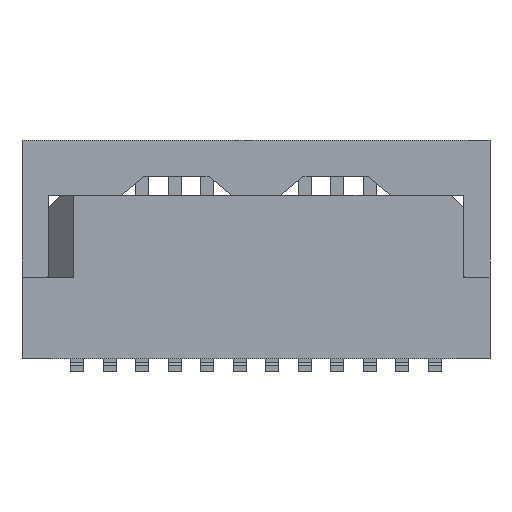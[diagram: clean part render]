
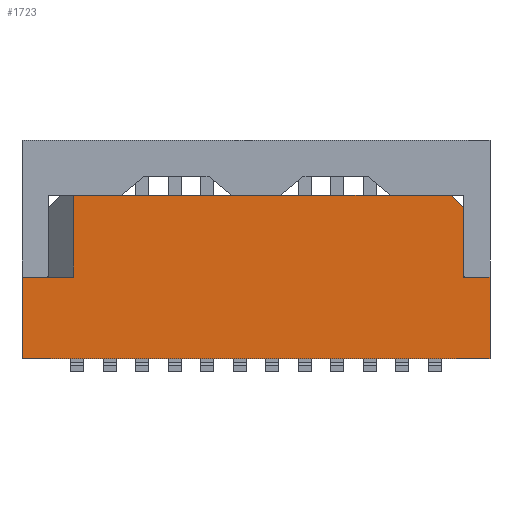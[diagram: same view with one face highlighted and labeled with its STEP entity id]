
A CAD part, front view. The second image highlights one B-rep face of the part: STEP entity #1723.
In plain terms, the highlighted planar face has unit normal (0, -1, 0).
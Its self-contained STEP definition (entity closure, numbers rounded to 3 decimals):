
#1723 = ADVANCED_FACE( '', ( #3323 ), #3324, .T. );
#3323 = FACE_OUTER_BOUND( '', #5044, .T. );
#3324 = PLANE( '', #5045 );
#5044 = EDGE_LOOP( '', ( #8807, #8808, #8809, #8810, #8811, #8812, #8813, #8814, #8815 ) );
#5045 = AXIS2_PLACEMENT_3D( '', #8816, #8817, #8818 );
#8807 = ORIENTED_EDGE( '', *, *, #12711, .F. );
#8808 = ORIENTED_EDGE( '', *, *, #12415, .T. );
#8809 = ORIENTED_EDGE( '', *, *, #11999, .T. );
#8810 = ORIENTED_EDGE( '', *, *, #11269, .T. );
#8811 = ORIENTED_EDGE( '', *, *, #12712, .T. );
#8812 = ORIENTED_EDGE( '', *, *, #12429, .T. );
#8813 = ORIENTED_EDGE( '', *, *, #11560, .T. );
#8814 = ORIENTED_EDGE( '', *, *, #12713, .T. );
#8815 = ORIENTED_EDGE( '', *, *, #11344, .F. );
#8816 = CARTESIAN_POINT( '', ( 0., -7.35, 0. ) );
#8817 = DIRECTION( '', ( 0., -1., 0. ) );
#8818 = DIRECTION( '', ( 0., 0., -1. ) );
#11269 = EDGE_CURVE( '', #13346, #13352, #13354, .T. );
#11344 = EDGE_CURVE( '', #13486, #13487, #13488, .T. );
#11560 = EDGE_CURVE( '', #13864, #13861, #13865, .T. );
#11999 = EDGE_CURVE( '', #14601, #13346, #14602, .T. );
#12415 = EDGE_CURVE( '', #15236, #14601, #15237, .F. );
#12429 = EDGE_CURVE( '', #15252, #13864, #15260, .T. );
#12711 = EDGE_CURVE( '', #15236, #13486, #15651, .T. );
#12712 = EDGE_CURVE( '', #13352, #15252, #15652, .T. );
#12713 = EDGE_CURVE( '', #13861, #13487, #15653, .T. );
#13346 = VERTEX_POINT( '', #16455 );
#13352 = VERTEX_POINT( '', #16464 );
#13354 = LINE( '', #16467, #16468 );
#13486 = VERTEX_POINT( '', #16781 );
#13487 = VERTEX_POINT( '', #16782 );
#13488 = LINE( '', #16783, #16784 );
#13861 = VERTEX_POINT( '', #17370 );
#13864 = VERTEX_POINT( '', #17374 );
#13865 = LINE( '', #17375, #17376 );
#14601 = VERTEX_POINT( '', #18506 );
#14602 = LINE( '', #18507, #18508 );
#15236 = VERTEX_POINT( '', #19516 );
#15237 = LINE( '', #19517, #19518 );
#15252 = VERTEX_POINT( '', #19538 );
#15260 = LINE( '', #19550, #19551 );
#15651 = LINE( '', #20228, #20229 );
#15652 = LINE( '', #20230, #20231 );
#15653 = LINE( '', #20232, #20233 );
#16455 = CARTESIAN_POINT( '', ( -7.125, -7.35, 6.4 ) );
#16464 = CARTESIAN_POINT( '', ( -7.125, -7.35, 3.2 ) );
#16467 = CARTESIAN_POINT( '', ( -7.125, -7.35, 0. ) );
#16468 = VECTOR( '', #21300, 1000. );
#16781 = CARTESIAN_POINT( '', ( 8.125, -7.35, 3.2 ) );
#16782 = CARTESIAN_POINT( '', ( 9.145, -7.35, 3.2 ) );
#16783 = CARTESIAN_POINT( '', ( 0., -7.35, 3.2 ) );
#16784 = VECTOR( '', #21354, 1000. );
#17370 = CARTESIAN_POINT( '', ( 9.145, -7.35, 0. ) );
#17374 = CARTESIAN_POINT( '', ( -9.145, -7.35, 0. ) );
#17375 = CARTESIAN_POINT( '', ( -9.145, -7.35, 0. ) );
#17376 = VECTOR( '', #21561, 1000. );
#18506 = CARTESIAN_POINT( '', ( 7.625, -7.35, 6.4 ) );
#18507 = CARTESIAN_POINT( '', ( 9.145, -7.35, 6.4 ) );
#18508 = VECTOR( '', #21967, 1000. );
#19516 = CARTESIAN_POINT( '', ( 8.125, -7.35, 5.9 ) );
#19517 = CARTESIAN_POINT( '', ( 7.013, -7.35, 7.013 ) );
#19518 = VECTOR( '', #22296, 1000. );
#19538 = CARTESIAN_POINT( '', ( -9.145, -7.35, 3.2 ) );
#19550 = CARTESIAN_POINT( '', ( -9.145, -7.35, 6.4 ) );
#19551 = VECTOR( '', #22312, 1000. );
#20228 = CARTESIAN_POINT( '', ( 8.125, -7.35, 0. ) );
#20229 = VECTOR( '', #22559, 1000. );
#20230 = CARTESIAN_POINT( '', ( 0., -7.35, 3.2 ) );
#20231 = VECTOR( '', #22560, 1000. );
#20232 = CARTESIAN_POINT( '', ( 9.145, -7.35, 0. ) );
#20233 = VECTOR( '', #22561, 1000. );
#21300 = DIRECTION( '', ( 0., 0., -1. ) );
#21354 = DIRECTION( '', ( 1., 0., 0. ) );
#21561 = DIRECTION( '', ( 1., 0., 0. ) );
#21967 = DIRECTION( '', ( -1., 0., 0. ) );
#22296 = DIRECTION( '', ( 0.707, 0., -0.707 ) );
#22312 = DIRECTION( '', ( 0., 0., -1. ) );
#22559 = DIRECTION( '', ( 0., 0., -1. ) );
#22560 = DIRECTION( '', ( -1., 0., 0. ) );
#22561 = DIRECTION( '', ( 0., 0., 1. ) );
